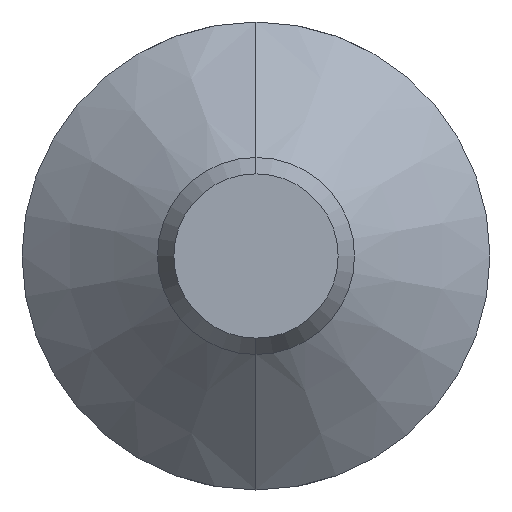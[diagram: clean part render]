
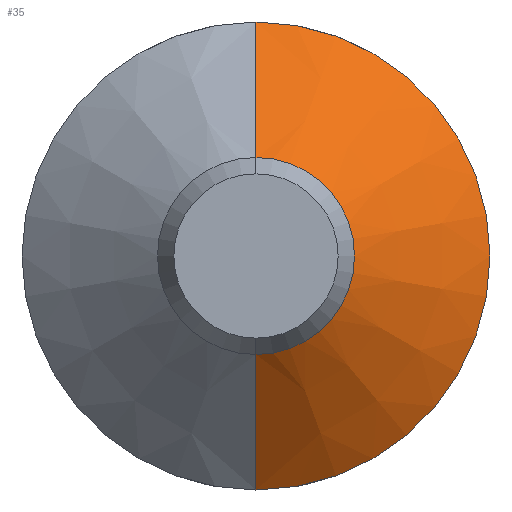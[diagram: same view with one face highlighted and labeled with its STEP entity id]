
A CAD part, front view. The second image highlights one B-rep face of the part: STEP entity #35.
In plain terms, the highlighted conical face has half-angle 50 degrees and reference radius 14.25 mm.
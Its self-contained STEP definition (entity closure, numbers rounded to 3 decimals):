
#4 = CARTESIAN_POINT ( 'NONE',  ( 0., 58.077, -6. ) ) ;
#5 = ORIENTED_EDGE ( 'NONE', *, *, #55, .T. ) ;
#8 = CIRCLE ( 'NONE', #184, 14.25 ) ;
#23 = CONICAL_SURFACE ( 'NONE', #50, 14.25, 0.873 ) ;
#25 = DIRECTION ( 'NONE',  ( 0., 1., 0. ) ) ;
#32 = DIRECTION ( 'NONE',  ( 0., -1., 0. ) ) ;
#35 = ADVANCED_FACE ( 'NONE', ( #228 ), #23, .T. ) ;
#36 = CARTESIAN_POINT ( 'NONE',  ( 0., 65., 0. ) ) ;
#46 = DIRECTION ( 'NONE',  ( 0., 0.643, -0.766 ) ) ;
#50 = AXIS2_PLACEMENT_3D ( 'NONE', #101, #25, #274 ) ;
#54 = VERTEX_POINT ( 'NONE', #4 ) ;
#55 = EDGE_CURVE ( 'NONE', #54, #173, #270, .T. ) ;
#63 = EDGE_CURVE ( 'NONE', #123, #73, #252, .T. ) ;
#73 = VERTEX_POINT ( 'NONE', #227 ) ;
#79 = EDGE_LOOP ( 'NONE', ( #142, #5, #265, #200, #201 ) ) ;
#80 = CARTESIAN_POINT ( 'NONE',  ( 0., 65., -14.25 ) ) ;
#100 = VECTOR ( 'NONE', #205, 1000. ) ;
#101 = CARTESIAN_POINT ( 'NONE',  ( 0., 65., 0. ) ) ;
#102 = DIRECTION ( 'NONE',  ( 0., -1., 0. ) ) ;
#113 = CARTESIAN_POINT ( 'NONE',  ( 0., 65., -14.25 ) ) ;
#114 = EDGE_CURVE ( 'NONE', #189, #73, #235, .T. ) ;
#123 = VERTEX_POINT ( 'NONE', #131 ) ;
#131 = CARTESIAN_POINT ( 'NONE',  ( 14.25, 65., 0. ) ) ;
#142 = ORIENTED_EDGE ( 'NONE', *, *, #253, .F. ) ;
#144 = VECTOR ( 'NONE', #46, 1000. ) ;
#146 = DIRECTION ( 'NONE',  ( 0., 0., -1. ) ) ;
#173 = VERTEX_POINT ( 'NONE', #113 ) ;
#174 = AXIS2_PLACEMENT_3D ( 'NONE', #302, #102, #146 ) ;
#179 = CARTESIAN_POINT ( 'NONE',  ( 0., 65., 14.25 ) ) ;
#184 = AXIS2_PLACEMENT_3D ( 'NONE', #36, #236, #215 ) ;
#189 = VERTEX_POINT ( 'NONE', #212 ) ;
#200 = ORIENTED_EDGE ( 'NONE', *, *, #63, .T. ) ;
#201 = ORIENTED_EDGE ( 'NONE', *, *, #114, .F. ) ;
#205 = DIRECTION ( 'NONE',  ( 0., 0.643, 0.766 ) ) ;
#212 = CARTESIAN_POINT ( 'NONE',  ( 0., 58.077, 6. ) ) ;
#215 = DIRECTION ( 'NONE',  ( 0., 0., -1. ) ) ;
#227 = CARTESIAN_POINT ( 'NONE',  ( 0., 65., 14.25 ) ) ;
#228 = FACE_OUTER_BOUND ( 'NONE', #79, .T. ) ;
#232 = DIRECTION ( 'NONE',  ( 0.375, 0., 0.927 ) ) ;
#235 = LINE ( 'NONE', #179, #100 ) ;
#236 = DIRECTION ( 'NONE',  ( 0., -1., 0. ) ) ;
#244 = CIRCLE ( 'NONE', #290, 6. ) ;
#252 = CIRCLE ( 'NONE', #174, 14.25 ) ;
#253 = EDGE_CURVE ( 'NONE', #54, #189, #244, .T. ) ;
#257 = CARTESIAN_POINT ( 'NONE',  ( 0., 58.077, 0. ) ) ;
#265 = ORIENTED_EDGE ( 'NONE', *, *, #308, .T. ) ;
#270 = LINE ( 'NONE', #80, #144 ) ;
#274 = DIRECTION ( 'NONE',  ( 0., 0., 1. ) ) ;
#290 = AXIS2_PLACEMENT_3D ( 'NONE', #257, #32, #232 ) ;
#302 = CARTESIAN_POINT ( 'NONE',  ( 0., 65., 0. ) ) ;
#308 = EDGE_CURVE ( 'NONE', #173, #123, #8, .T. ) ;
